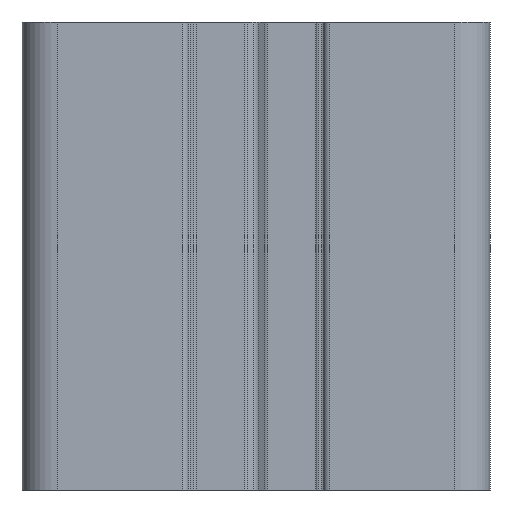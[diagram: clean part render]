
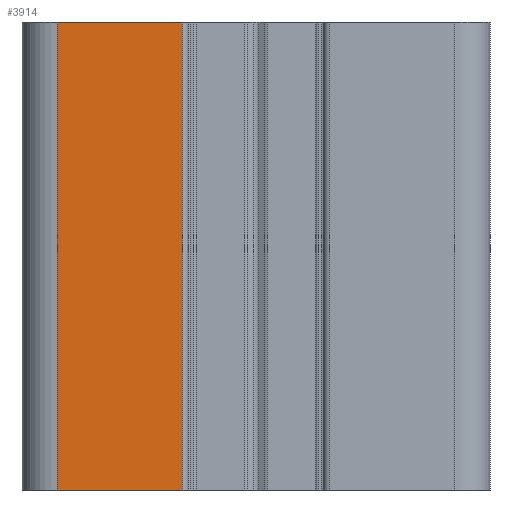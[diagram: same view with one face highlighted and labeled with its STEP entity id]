
A CAD part, front view. The second image highlights one B-rep face of the part: STEP entity #3914.
In plain terms, the highlighted planar face has unit normal (0, -1, 0).
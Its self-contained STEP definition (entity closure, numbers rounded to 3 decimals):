
#500=FACE_OUTER_BOUND('',#699,.T.);
#699=EDGE_LOOP('',(#3100,#3101,#3102,#3103));
#1040=LINE('',#6517,#1415);
#1041=LINE('',#6520,#1416);
#1042=LINE('',#6522,#1417);
#1043=LINE('',#6523,#1418);
#1415=VECTOR('',#5328,10.);
#1416=VECTOR('',#5331,10.);
#1417=VECTOR('',#5332,10.);
#1418=VECTOR('',#5333,10.);
#1809=VERTEX_POINT('',#6513);
#1810=VERTEX_POINT('',#6515);
#1811=VERTEX_POINT('',#6519);
#1812=VERTEX_POINT('',#6521);
#2356=EDGE_CURVE('',#1809,#1810,#1040,.T.);
#2357=EDGE_CURVE('',#1809,#1811,#1041,.T.);
#2358=EDGE_CURVE('',#1812,#1810,#1042,.T.);
#2359=EDGE_CURVE('',#1811,#1812,#1043,.T.);
#3100=ORIENTED_EDGE('',*,*,#2357,.F.);
#3101=ORIENTED_EDGE('',*,*,#2356,.T.);
#3102=ORIENTED_EDGE('',*,*,#2358,.F.);
#3103=ORIENTED_EDGE('',*,*,#2359,.F.);
#3737=PLANE('',#4299);
#3914=ADVANCED_FACE('',(#500),#3737,.T.);
#4299=AXIS2_PLACEMENT_3D('',#6518,#5329,#5330);
#5328=DIRECTION('',(0.,0.,1.));
#5329=DIRECTION('center_axis',(0.,-1.,0.));
#5330=DIRECTION('ref_axis',(1.,0.,0.));
#5331=DIRECTION('',(-1.,0.,0.));
#5332=DIRECTION('',(1.,0.,0.));
#5333=DIRECTION('',(0.,0.,1.));
#6513=CARTESIAN_POINT('',(-5.426,-18.896,0.));
#6515=CARTESIAN_POINT('',(-5.426,-18.896,40.));
#6517=CARTESIAN_POINT('',(-5.426,-18.896,0.));
#6518=CARTESIAN_POINT('Origin',(-16.126,-18.896,0.));
#6519=CARTESIAN_POINT('',(-16.126,-18.896,0.));
#6520=CARTESIAN_POINT('',(-5.426,-18.896,0.));
#6521=CARTESIAN_POINT('',(-16.126,-18.896,40.));
#6522=CARTESIAN_POINT('',(-5.426,-18.896,40.));
#6523=CARTESIAN_POINT('',(-16.126,-18.896,0.));
